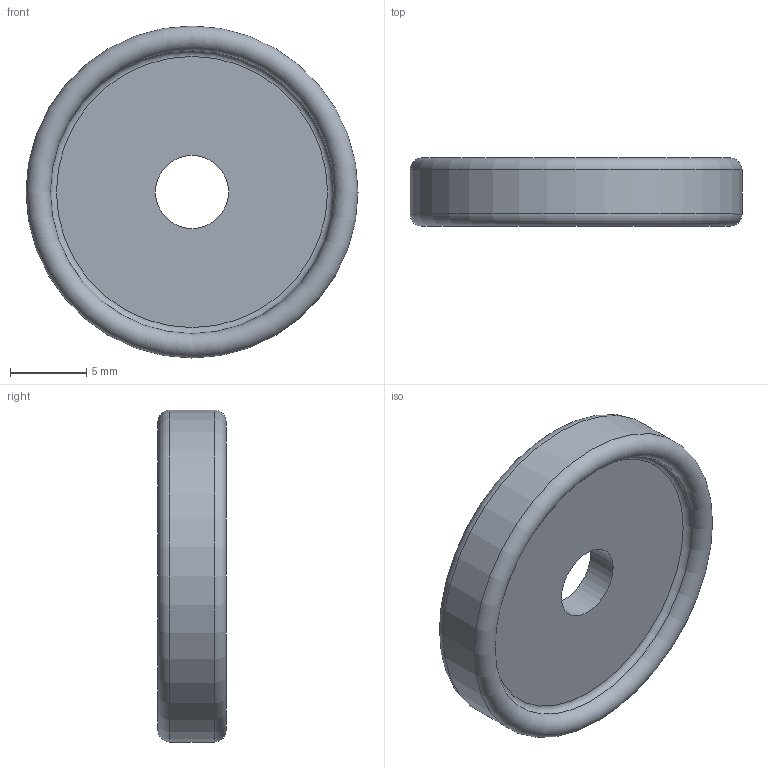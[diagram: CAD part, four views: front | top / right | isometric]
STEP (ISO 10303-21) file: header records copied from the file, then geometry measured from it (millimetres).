
FILE_DESCRIPTION(/* description */ ('GK_6,35x0,89_Fl25'),/* implementation_level */ '2;1');
FILE_NAME(/* name */ 'GK_6,35x0,89_Fl25.stp',/* time_stamp */ '2014-08-29T11:40:26+02:00',/* author */ ('DOCKWEILER AG'),/* organization */ ('DOCKWEILER AG'),/* preprocessor_version */ 'ST-DEVELOPER v15.6',/* originating_system */ 'Autodesk Inventor 2015',/* authorisation */ '');
FILE_SCHEMA (('CONFIG_CONTROL_DESIGN'));
Length unit declared in the file: millimetre
Products named in the file (1): N0005_004_001
Bounding box: 21.8 x 4.5 x 21.8 mm (x, y, z)
Volume: 958.6 mm3; surface area: 1083 mm2
Topology: 1 solids, 1 shells, 8 faces, 14 edges, 8 vertices
Faces by surface type: torus 4, plane 2, cylinder 2
Full cylindrical faces by diameter (mm): 4.8 x1, 21.8 x1
Entity records: 192 total; most frequent: DIRECTION 34, CARTESIAN_POINT 25, AXIS2_PLACEMENT_3D 17, EDGE_LOOP 16, ORIENTED_EDGE 16, FACE_BOUND 8, FACE_OUTER_BOUND 8, CIRCLE 8
